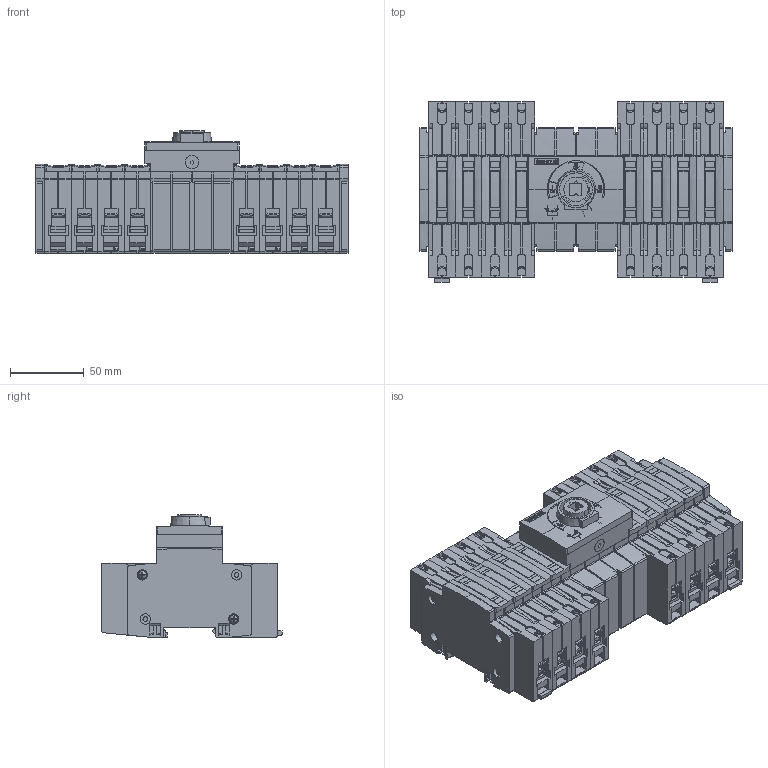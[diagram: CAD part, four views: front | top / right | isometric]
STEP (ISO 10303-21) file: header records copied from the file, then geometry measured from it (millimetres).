
FILE_DESCRIPTION(('STEP AP214'),'1');
FILE_NAME('cctmp_6132F497-4020-486E-A5E9-09ABD36017D9_2023_04_13_23_46_15_0070..stp','2023-04-13T21:46:18',('SIEMENS A&D'),('CADClick - www.CADClick.com'),'Spatial InterOp 3D postprocessed',' ','unknown authorization');
FILE_SCHEMA(('AUTOMOTIVE_DESIGN'));
Length unit declared in the file: millimetre
Products named in the file (12): cc_unnamed; 2023_04_13_23_46_14_0897; 2023_04_13_23_46_14_0866; 2023_04_13_23_46_14_0834; 2023_04_13_23_46_14_0803; 2023_04_13_23_46_14_0772; 2023_04_13_23_46_14_0741; 2023_04_13_23_46_14_0709; 2023_04_13_23_46_14_0678; 2023_04_13_23_46_14_0647; 2023_04_13_23_46_14_0616; 2023_04_13_23_46_14_0584
Assembly tree (11 placements, depth 2):
  cc_unnamed
    2023_04_13_23_46_14_0897
    2023_04_13_23_46_14_0866
    2023_04_13_23_46_14_0834
    2023_04_13_23_46_14_0803
    2023_04_13_23_46_14_0772
    2023_04_13_23_46_14_0741
    2023_04_13_23_46_14_0709
    2023_04_13_23_46_14_0678
    2023_04_13_23_46_14_0647
    2023_04_13_23_46_14_0616
    2023_04_13_23_46_14_0584
Bounding box: 212 x 122.4 x 83.5 mm (x, y, z)
Volume: 1146331 mm3; surface area: 279982.2 mm2
Topology: 11 solids, 12 shells, 3999 faces, 11030 edges, 7211 vertices
Faces by surface type: plane 2823, cylinder 1116, torus 48, cone 12
Entity records: 214368 total; most frequent: CARTESIAN_POINT 25002, STYLED_ITEM 22251, PRESENTATION_STYLE_ASSIGNMENT 22251, ORIENTED_EDGE 22060, DIRECTION 21559, EDGE_CURVE 11030, CURVE_STYLE 11030, DRAUGHTING_PRE_DEFINED_CURVE_FONT 11030
